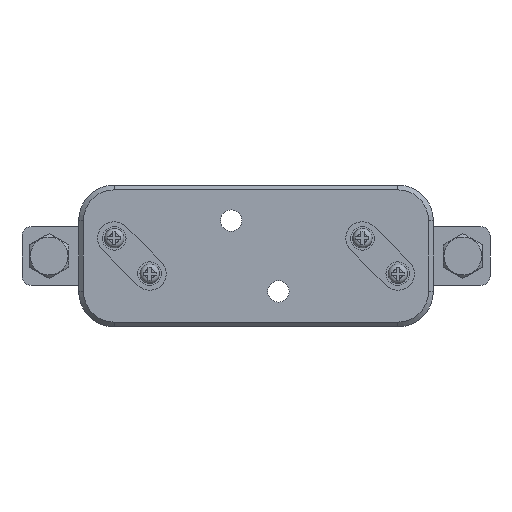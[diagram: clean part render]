
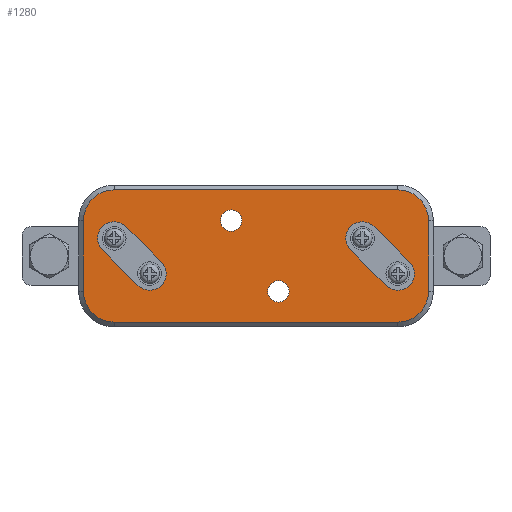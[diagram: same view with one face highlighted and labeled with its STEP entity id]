
A CAD part, left-side view. The second image highlights one B-rep face of the part: STEP entity #1280.
In plain terms, the highlighted planar face has unit normal (-1, 0, 0).
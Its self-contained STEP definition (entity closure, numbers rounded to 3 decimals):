
#624=FACE_BOUND('',#2412,.T.);
#625=FACE_BOUND('',#2413,.T.);
#626=FACE_BOUND('',#2414,.T.);
#627=FACE_BOUND('',#2415,.T.);
#628=FACE_BOUND('',#2416,.T.);
#883=CIRCLE('',#7849,4.5);
#885=CIRCLE('',#7852,4.5);
#889=CIRCLE('',#7858,13.);
#890=CIRCLE('',#7859,13.);
#891=CIRCLE('',#7860,13.);
#892=CIRCLE('',#7861,13.);
#893=CIRCLE('',#7862,7.);
#894=CIRCLE('',#7863,7.);
#895=CIRCLE('',#7864,7.);
#896=CIRCLE('',#7865,7.);
#1280=ADVANCED_FACE('',(#624,#625,#626,#627,#628),#1626,.F.);
#1626=PLANE('',#7866);
#2412=EDGE_LOOP('',(#3866,#3867,#3868,#3869,#3870,#3871,#3872,#3873));
#2413=EDGE_LOOP('',(#3874));
#2414=EDGE_LOOP('',(#3875));
#2415=EDGE_LOOP('',(#3876,#3877,#3878,#3879));
#2416=EDGE_LOOP('',(#3880,#3881,#3882,#3883));
#3866=ORIENTED_EDGE('',*,*,#5953,.T.);
#3867=ORIENTED_EDGE('',*,*,#5954,.T.);
#3868=ORIENTED_EDGE('',*,*,#5955,.T.);
#3869=ORIENTED_EDGE('',*,*,#5956,.T.);
#3870=ORIENTED_EDGE('',*,*,#5957,.T.);
#3871=ORIENTED_EDGE('',*,*,#5958,.T.);
#3872=ORIENTED_EDGE('',*,*,#5959,.F.);
#3873=ORIENTED_EDGE('',*,*,#5960,.T.);
#3874=ORIENTED_EDGE('',*,*,#5937,.T.);
#3875=ORIENTED_EDGE('',*,*,#5939,.T.);
#3876=ORIENTED_EDGE('',*,*,#5961,.T.);
#3877=ORIENTED_EDGE('',*,*,#5962,.T.);
#3878=ORIENTED_EDGE('',*,*,#5963,.T.);
#3879=ORIENTED_EDGE('',*,*,#5964,.T.);
#3880=ORIENTED_EDGE('',*,*,#5965,.T.);
#3881=ORIENTED_EDGE('',*,*,#5966,.T.);
#3882=ORIENTED_EDGE('',*,*,#5967,.T.);
#3883=ORIENTED_EDGE('',*,*,#5968,.T.);
#5073=VERTEX_POINT('',#22158);
#5075=VERTEX_POINT('',#22163);
#5089=VERTEX_POINT('',#22193);
#5090=VERTEX_POINT('',#22194);
#5091=VERTEX_POINT('',#22196);
#5092=VERTEX_POINT('',#22198);
#5093=VERTEX_POINT('',#22200);
#5094=VERTEX_POINT('',#22202);
#5095=VERTEX_POINT('',#22204);
#5096=VERTEX_POINT('',#22206);
#5097=VERTEX_POINT('',#22209);
#5098=VERTEX_POINT('',#22210);
#5099=VERTEX_POINT('',#22212);
#5100=VERTEX_POINT('',#22214);
#5101=VERTEX_POINT('',#22217);
#5102=VERTEX_POINT('',#22218);
#5103=VERTEX_POINT('',#22220);
#5104=VERTEX_POINT('',#22222);
#5937=EDGE_CURVE('',#5073,#5073,#883,.T.);
#5939=EDGE_CURVE('',#5075,#5075,#885,.T.);
#5953=EDGE_CURVE('',#5089,#5090,#6672,.T.);
#5954=EDGE_CURVE('',#5090,#5091,#889,.T.);
#5955=EDGE_CURVE('',#5091,#5092,#6673,.T.);
#5956=EDGE_CURVE('',#5092,#5093,#890,.T.);
#5957=EDGE_CURVE('',#5093,#5094,#6674,.T.);
#5958=EDGE_CURVE('',#5094,#5095,#891,.T.);
#5959=EDGE_CURVE('',#5096,#5095,#6675,.T.);
#5960=EDGE_CURVE('',#5096,#5089,#892,.T.);
#5961=EDGE_CURVE('',#5097,#5098,#6676,.T.);
#5962=EDGE_CURVE('',#5098,#5099,#893,.T.);
#5963=EDGE_CURVE('',#5099,#5100,#6677,.T.);
#5964=EDGE_CURVE('',#5100,#5097,#894,.T.);
#5965=EDGE_CURVE('',#5101,#5102,#6678,.T.);
#5966=EDGE_CURVE('',#5102,#5103,#895,.T.);
#5967=EDGE_CURVE('',#5103,#5104,#6679,.T.);
#5968=EDGE_CURVE('',#5104,#5101,#896,.T.);
#6672=LINE('',#22192,#7215);
#6673=LINE('',#22197,#7216);
#6674=LINE('',#22201,#7217);
#6675=LINE('',#22205,#7218);
#6676=LINE('',#22208,#7219);
#6677=LINE('',#22213,#7220);
#6678=LINE('',#22216,#7221);
#6679=LINE('',#22221,#7222);
#7215=VECTOR('',#9381,1.);
#7216=VECTOR('',#9384,1.);
#7217=VECTOR('',#9387,1.);
#7218=VECTOR('',#9390,1.);
#7219=VECTOR('',#9393,1.);
#7220=VECTOR('',#9396,1.);
#7221=VECTOR('',#9399,1.);
#7222=VECTOR('',#9402,1.);
#7849=AXIS2_PLACEMENT_3D('',#22157,#9353,#9354);
#7852=AXIS2_PLACEMENT_3D('',#22162,#9359,#9360);
#7858=AXIS2_PLACEMENT_3D('',#22195,#9382,#9383);
#7859=AXIS2_PLACEMENT_3D('',#22199,#9385,#9386);
#7860=AXIS2_PLACEMENT_3D('',#22203,#9388,#9389);
#7861=AXIS2_PLACEMENT_3D('',#22207,#9391,#9392);
#7862=AXIS2_PLACEMENT_3D('',#22211,#9394,#9395);
#7863=AXIS2_PLACEMENT_3D('',#22215,#9397,#9398);
#7864=AXIS2_PLACEMENT_3D('',#22219,#9400,#9401);
#7865=AXIS2_PLACEMENT_3D('',#22223,#9403,#9404);
#7866=AXIS2_PLACEMENT_3D('',#22224,#9405,#9406);
#9353=DIRECTION('',(1.,0.,0.));
#9354=DIRECTION('',(0.,0.,-1.));
#9359=DIRECTION('',(1.,0.,0.));
#9360=DIRECTION('',(0.,0.,-1.));
#9381=DIRECTION('',(0.,1.,0.));
#9382=DIRECTION('',(-1.,0.,0.));
#9383=DIRECTION('',(0.,0.,-1.));
#9384=DIRECTION('',(0.,0.,-1.));
#9385=DIRECTION('',(-1.,0.,0.));
#9386=DIRECTION('',(0.,0.,-1.));
#9387=DIRECTION('',(0.,-1.,0.));
#9388=DIRECTION('',(-1.,0.,0.));
#9389=DIRECTION('',(0.,0.,-1.));
#9390=DIRECTION('',(0.,0.,-1.));
#9391=DIRECTION('',(-1.,0.,0.));
#9392=DIRECTION('',(0.,0.,-1.));
#9393=DIRECTION('',(0.,-0.707,-0.707));
#9394=DIRECTION('',(1.,0.,0.));
#9395=DIRECTION('',(0.,0.,-1.));
#9396=DIRECTION('',(0.,0.707,0.707));
#9397=DIRECTION('',(1.,0.,0.));
#9398=DIRECTION('',(0.,0.,-1.));
#9399=DIRECTION('',(0.,-0.707,-0.707));
#9400=DIRECTION('',(1.,0.,0.));
#9401=DIRECTION('',(0.,0.,-1.));
#9402=DIRECTION('',(0.,0.707,0.707));
#9403=DIRECTION('',(1.,0.,0.));
#9404=DIRECTION('',(0.,0.,-1.));
#9405=DIRECTION('',(1.,0.,0.));
#9406=DIRECTION('',(0.,0.,-1.));
#22157=CARTESIAN_POINT('',(6.158,69.614,15.));
#22158=CARTESIAN_POINT('',(6.158,69.614,10.5));
#22162=CARTESIAN_POINT('',(6.158,89.614,45.));
#22163=CARTESIAN_POINT('',(6.158,89.614,40.5));
#22192=CARTESIAN_POINT('',(6.158,139.114,58.));
#22193=CARTESIAN_POINT('',(6.158,19.114,58.));
#22194=CARTESIAN_POINT('',(6.158,139.114,58.));
#22195=CARTESIAN_POINT('',(6.158,139.114,45.));
#22196=CARTESIAN_POINT('',(6.158,152.114,45.));
#22197=CARTESIAN_POINT('',(6.158,152.114,60.));
#22198=CARTESIAN_POINT('',(6.158,152.114,15.));
#22199=CARTESIAN_POINT('',(6.158,139.114,15.));
#22200=CARTESIAN_POINT('',(6.158,139.114,2.));
#22201=CARTESIAN_POINT('',(6.158,152.114,2.));
#22202=CARTESIAN_POINT('',(6.158,19.114,2.));
#22203=CARTESIAN_POINT('',(6.158,19.114,15.));
#22204=CARTESIAN_POINT('',(6.158,6.114,15.));
#22205=CARTESIAN_POINT('',(6.158,6.114,60.));
#22206=CARTESIAN_POINT('',(6.158,6.114,45.));
#22207=CARTESIAN_POINT('',(6.158,19.114,45.));
#22208=CARTESIAN_POINT('',(6.158,99.41,112.701));
#22209=CARTESIAN_POINT('',(6.158,29.164,42.45));
#22210=CARTESIAN_POINT('',(6.158,14.114,27.399));
#22211=CARTESIAN_POINT('',(6.158,19.114,22.5));
#22212=CARTESIAN_POINT('',(6.158,24.064,17.55));
#22213=CARTESIAN_POINT('',(6.158,109.314,102.8));
#22214=CARTESIAN_POINT('',(6.158,39.114,32.601));
#22215=CARTESIAN_POINT('',(6.158,34.114,37.5));
#22216=CARTESIAN_POINT('',(6.158,151.914,60.2));
#22217=CARTESIAN_POINT('',(6.158,134.164,42.45));
#22218=CARTESIAN_POINT('',(6.158,119.114,27.399));
#22219=CARTESIAN_POINT('',(6.158,124.114,22.5));
#22220=CARTESIAN_POINT('',(6.158,129.064,17.55));
#22221=CARTESIAN_POINT('',(6.158,161.814,50.301));
#22222=CARTESIAN_POINT('',(6.158,144.114,32.601));
#22223=CARTESIAN_POINT('',(6.158,139.114,37.5));
#22224=CARTESIAN_POINT('',(6.158,152.114,60.));
